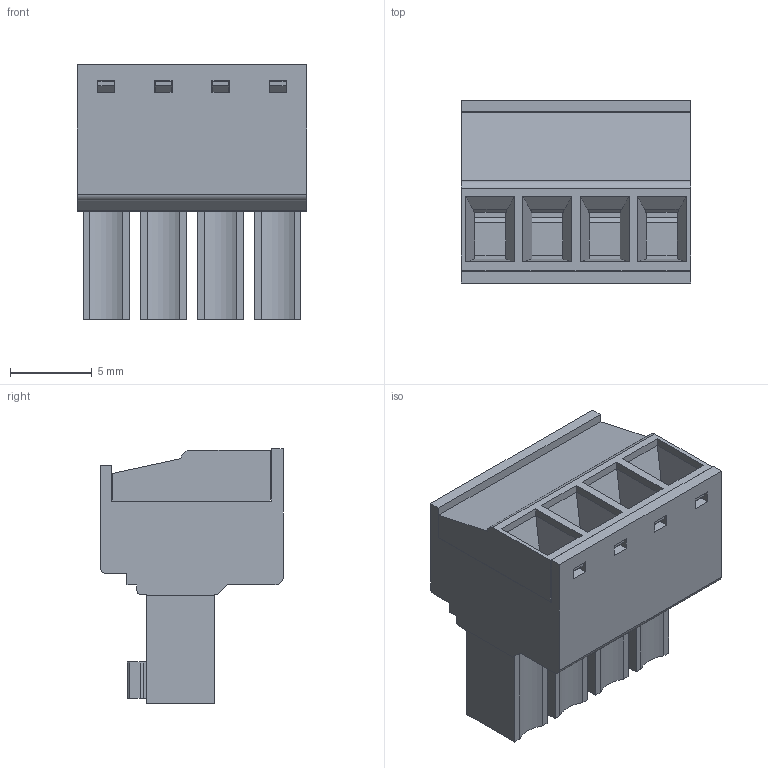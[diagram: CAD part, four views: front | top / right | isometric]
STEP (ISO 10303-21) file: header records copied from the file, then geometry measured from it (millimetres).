
FILE_DESCRIPTION (( 'STEP AP214' ), '1' );
FILE_NAME ('15EDGK-3.5-04P-14-00AH.STEP', '2017-04-27T22:45:32', ( 'SIG' ), ( '' ), 'SwSTEP 2.0', 'SolidWorks 2014', '' );
FILE_SCHEMA (( 'AUTOMOTIVE_DESIGN' ));
Length unit declared in the file: millimetre
Products named in the file (20): 15EDGK-3.5_klamper; 15EDGK-3.5_screw; 15EDGK-3.5_spring; 15EDGK-3.5; 15EDGK-3.5_top-cap; 15EDGK-3.5-04P-14-00AH
Assembly tree (14 placements, depth 2):
  15EDGK-3.5_klamper
  15EDGK-3.5-04P-14-00AH
    15EDGK-3.5_klamper  x4
    15EDGK-3.5_screw  x4
    15EDGK-3.5_spring  x4
    15EDGK-3.5
    15EDGK-3.5_top-cap
  15EDGK-3.5_klamper
  15EDGK-3.5_screw
  15EDGK-3.5_spring
Bounding box: 14 x 11.15 x 15.56 mm (x, y, z)
Volume: 973 mm3; surface area: 3533.8 mm2
Topology: 14 solids, 14 shells, 715 faces, 1985 edges, 1310 vertices
Faces by surface type: plane 539, cylinder 124, bspline 24, cone 16, torus 12
Entity records: 17994 total; most frequent: CARTESIAN_POINT 3707, ORIENTED_EDGE 2842, DIRECTION 2501, EDGE_CURVE 1421, VECTOR 1171, LINE 1171, VERTEX_POINT 938, AXIS2_PLACEMENT_3D 665
